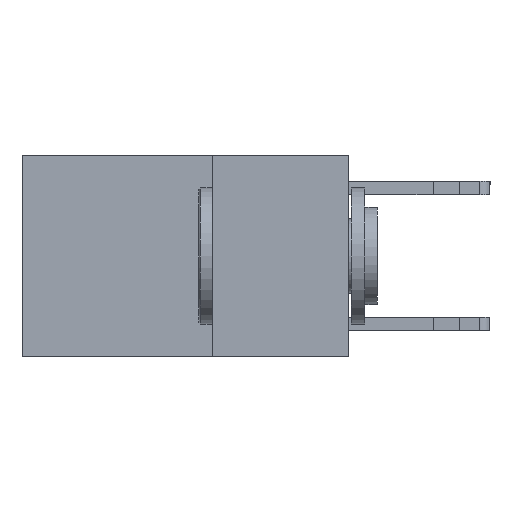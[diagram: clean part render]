
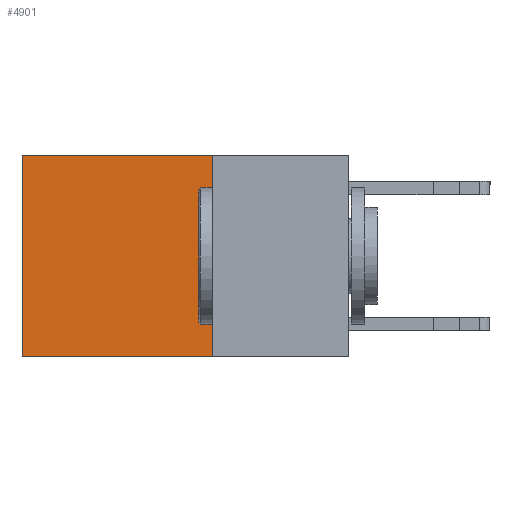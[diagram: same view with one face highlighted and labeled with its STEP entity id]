
A CAD part, left-side view. The second image highlights one B-rep face of the part: STEP entity #4901.
In plain terms, the highlighted planar face has unit normal (-1, 0, 0).
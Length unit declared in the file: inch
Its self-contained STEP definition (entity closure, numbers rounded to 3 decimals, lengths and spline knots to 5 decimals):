
#309 = EDGE_CURVE ( 'NONE', #16932, #1346, #16259, .T. ) ;
#1183 = VECTOR ( 'NONE', #12581, 39.37008 ) ;
#1346 = VERTEX_POINT ( 'NONE', #11345 ) ;
#1446 = CARTESIAN_POINT ( 'NONE',  ( 0.2625, 0.25, 0. ) ) ;
#1467 = CARTESIAN_POINT ( 'NONE',  ( 0.2625, 0.25, -0.37 ) ) ;
#1528 = FACE_OUTER_BOUND ( 'NONE', #5630, .T. ) ;
#1614 = CARTESIAN_POINT ( 'NONE',  ( 0.2625, 0.6, 0. ) ) ;
#2398 = ORIENTED_EDGE ( 'NONE', *, *, #309, .F. ) ;
#2911 = DIRECTION ( 'NONE',  ( 1., 0., 0. ) ) ;
#4254 = VECTOR ( 'NONE', #7931, 39.37008 ) ;
#4901 = ADVANCED_FACE ( 'NONE', ( #1528 ), #13243, .F. ) ;
#5349 = CARTESIAN_POINT ( 'NONE',  ( 0.2625, 0.25, 0. ) ) ;
#5630 = EDGE_LOOP ( 'NONE', ( #12891, #2398, #9746, #7313 ) ) ;
#5976 = EDGE_CURVE ( 'NONE', #6932, #12136, #12108, .T. ) ;
#6144 = CARTESIAN_POINT ( 'NONE',  ( 0.2625, 0.25, 0. ) ) ;
#6732 = DIRECTION ( 'NONE',  ( 0., 0., -1. ) ) ;
#6932 = VERTEX_POINT ( 'NONE', #9105 ) ;
#7313 = ORIENTED_EDGE ( 'NONE', *, *, #5976, .T. ) ;
#7499 = VECTOR ( 'NONE', #12088, 39.37008 ) ;
#7931 = DIRECTION ( 'NONE',  ( 0., 1., 0. ) ) ;
#9105 = CARTESIAN_POINT ( 'NONE',  ( 0.2625, 0.25, 0. ) ) ;
#9128 = EDGE_CURVE ( 'NONE', #6932, #16932, #12832, .T. ) ;
#9746 = ORIENTED_EDGE ( 'NONE', *, *, #9128, .F. ) ;
#10567 = EDGE_CURVE ( 'NONE', #12136, #1346, #15093, .T. ) ;
#10584 = AXIS2_PLACEMENT_3D ( 'NONE', #1446, #2911, #6732 ) ;
#11072 = DIRECTION ( 'NONE',  ( 0., 0., -1. ) ) ;
#11345 = CARTESIAN_POINT ( 'NONE',  ( 0.2625, 0.6, -0.37 ) ) ;
#12088 = DIRECTION ( 'NONE',  ( 0., 1., 0. ) ) ;
#12108 = LINE ( 'NONE', #5349, #4254 ) ;
#12136 = VERTEX_POINT ( 'NONE', #13405 ) ;
#12363 = CARTESIAN_POINT ( 'NONE',  ( 0.2625, 0.25, -0.37 ) ) ;
#12581 = DIRECTION ( 'NONE',  ( 0., 0., -1. ) ) ;
#12832 = LINE ( 'NONE', #6144, #1183 ) ;
#12891 = ORIENTED_EDGE ( 'NONE', *, *, #10567, .T. ) ;
#13243 = PLANE ( 'NONE',  #10584 ) ;
#13405 = CARTESIAN_POINT ( 'NONE',  ( 0.2625, 0.6, 0. ) ) ;
#15093 = LINE ( 'NONE', #1614, #17071 ) ;
#16259 = LINE ( 'NONE', #12363, #7499 ) ;
#16932 = VERTEX_POINT ( 'NONE', #1467 ) ;
#17071 = VECTOR ( 'NONE', #11072, 39.37008 ) ;
